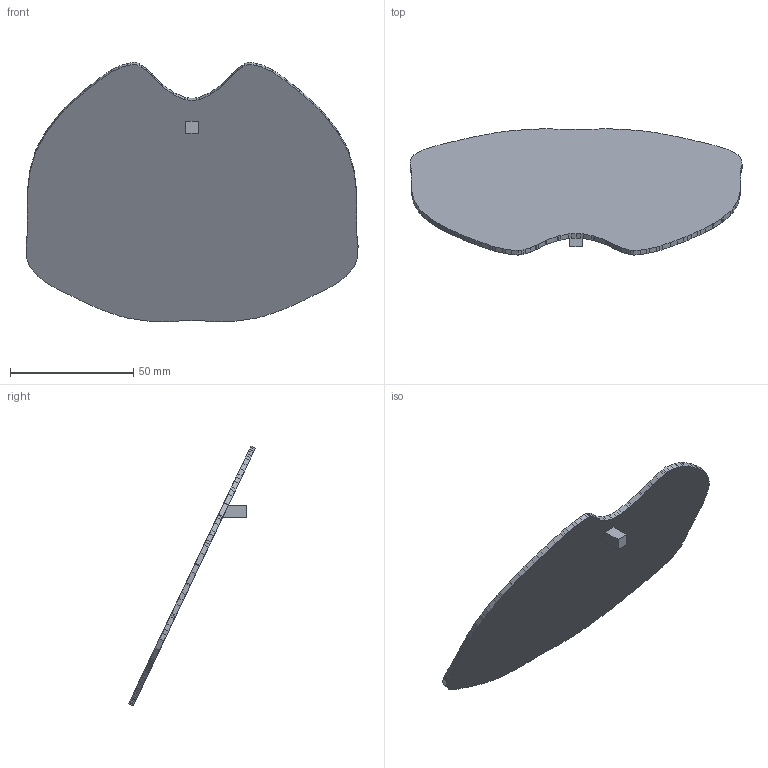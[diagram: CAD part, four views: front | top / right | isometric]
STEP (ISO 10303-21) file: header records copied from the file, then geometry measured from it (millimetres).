
FILE_DESCRIPTION(/* description */ (''),/* implementation_level */ '2;1');
FILE_NAME(/* name */ 'AbdFlex_Bottom face.step',/* time_stamp */ '2024-06-23T22:14:13-04:00',/* author */ (''),/* organization */ (''),/* preprocessor_version */ 'ST-DEVELOPER v20',/* originating_system */ 'Autodesk Translation Framework v13.14.0.145',/* authorisation */ '');
FILE_SCHEMA (('AUTOMOTIVE_DESIGN { 1 0 10303 214 3 1 1 }'));
Length unit declared in the file: millimetre
Products named in the file (1): AbdFlex_Bottom face
Bounding box: 134.58 x 51.36 x 105.29 mm (x, y, z)
Volume: 25465.9 mm3; surface area: 26268 mm2
Topology: 1 solids, 1 shells, 193 faces, 570 edges, 380 vertices
Faces by surface type: plane 193
Entity records: 6337 total; most frequent: CARTESIAN_POINT 1144, ORIENTED_EDGE 1140, DIRECTION 958, LINE 570, VECTOR 570, EDGE_CURVE 570, VERTEX_POINT 380, EDGE_LOOP 194
